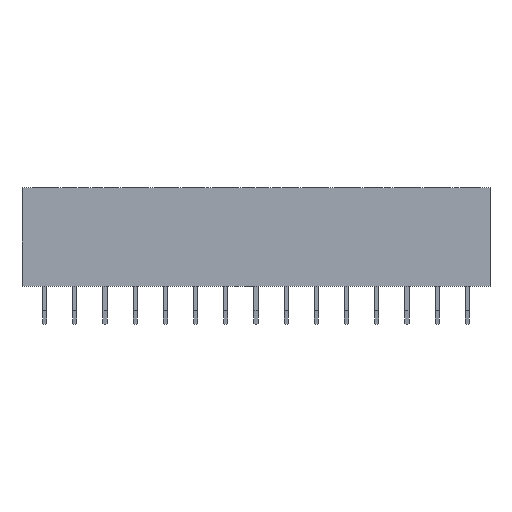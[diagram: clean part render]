
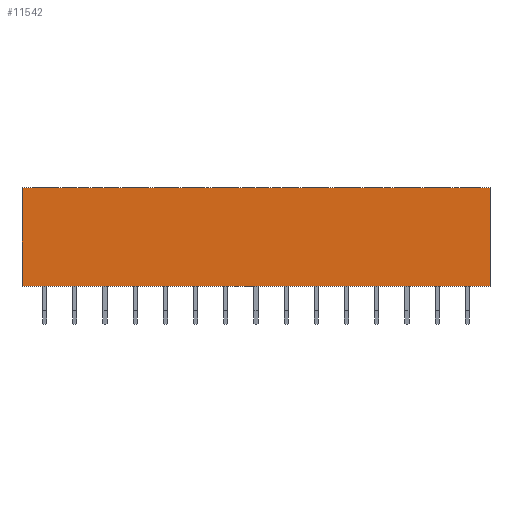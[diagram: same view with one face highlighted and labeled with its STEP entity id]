
A CAD part, top view. The second image highlights one B-rep face of the part: STEP entity #11542.
In plain terms, the highlighted face is planar.
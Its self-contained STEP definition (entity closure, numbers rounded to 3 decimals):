
#729 = FACE_OUTER_BOUND ( 'NONE', #14235, .T. ) ;
#919 = DIRECTION ( 'NONE',  ( -1., 0., 0. ) ) ;
#1030 = LINE ( 'NONE', #5757, #16834 ) ;
#1170 = VERTEX_POINT ( 'NONE', #14210 ) ;
#2359 = EDGE_CURVE ( 'NONE', #1170, #13116, #6292, .T. ) ;
#2666 = ORIENTED_EDGE ( 'NONE', *, *, #2359, .T. ) ;
#2913 = AXIS2_PLACEMENT_3D ( 'NONE', #7009, #14702, #19503 ) ;
#4509 = ORIENTED_EDGE ( 'NONE', *, *, #14941, .F. ) ;
#5152 = ORIENTED_EDGE ( 'NONE', *, *, #10202, .F. ) ;
#5674 = VECTOR ( 'NONE', #18667, 1000. ) ;
#5757 = CARTESIAN_POINT ( 'NONE',  ( -1.27, -1.2, -0.8 ) ) ;
#6292 = LINE ( 'NONE', #19098, #15479 ) ;
#7009 = CARTESIAN_POINT ( 'NONE',  ( -1.27, -1.2, 6.7 ) ) ;
#7102 = PLANE ( 'NONE',  #2913 ) ;
#7425 = VERTEX_POINT ( 'NONE', #13578 ) ;
#10202 = EDGE_CURVE ( 'NONE', #7425, #13116, #1030, .T. ) ;
#10953 = VERTEX_POINT ( 'NONE', #14427 ) ;
#11199 = VECTOR ( 'NONE', #16496, 1000. ) ;
#11542 = ADVANCED_FACE ( 'NONE', ( #729 ), #7102, .F. ) ;
#11778 = LINE ( 'NONE', #17728, #11199 ) ;
#12428 = CARTESIAN_POINT ( 'NONE',  ( -1.27, -1.2, 7.5 ) ) ;
#13116 = VERTEX_POINT ( 'NONE', #15266 ) ;
#13578 = CARTESIAN_POINT ( 'NONE',  ( 1.91, -1.2, -0.8 ) ) ;
#13981 = LINE ( 'NONE', #12428, #5674 ) ;
#14210 = CARTESIAN_POINT ( 'NONE',  ( -37.47, -1.2, 7.5 ) ) ;
#14235 = EDGE_LOOP ( 'NONE', ( #4509, #2666, #5152, #19059 ) ) ;
#14347 = EDGE_CURVE ( 'NONE', #10953, #7425, #11778, .T. ) ;
#14427 = CARTESIAN_POINT ( 'NONE',  ( 1.91, -1.2, 7.5 ) ) ;
#14702 = DIRECTION ( 'NONE',  ( 0., 1., 0. ) ) ;
#14941 = EDGE_CURVE ( 'NONE', #1170, #10953, #13981, .T. ) ;
#15266 = CARTESIAN_POINT ( 'NONE',  ( -37.47, -1.2, -0.8 ) ) ;
#15479 = VECTOR ( 'NONE', #17569, 1000. ) ;
#16496 = DIRECTION ( 'NONE',  ( 0., 0., -1. ) ) ;
#16834 = VECTOR ( 'NONE', #919, 1000. ) ;
#17569 = DIRECTION ( 'NONE',  ( 0., 0., -1. ) ) ;
#17728 = CARTESIAN_POINT ( 'NONE',  ( 1.91, -1.2, 6.7 ) ) ;
#18667 = DIRECTION ( 'NONE',  ( 1., 0., 0. ) ) ;
#19059 = ORIENTED_EDGE ( 'NONE', *, *, #14347, .F. ) ;
#19098 = CARTESIAN_POINT ( 'NONE',  ( -37.47, -1.2, 6.7 ) ) ;
#19503 = DIRECTION ( 'NONE',  ( 0., 0., 1. ) ) ;
